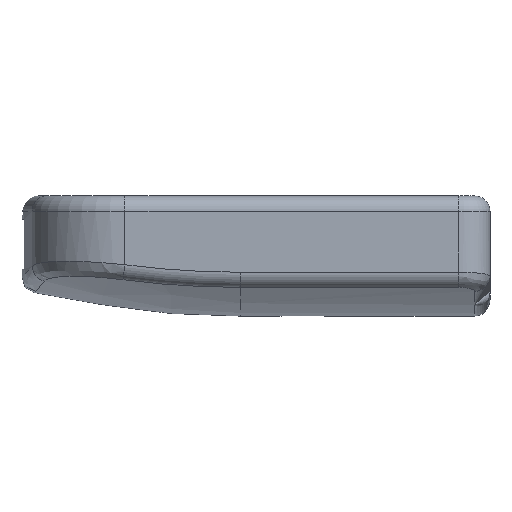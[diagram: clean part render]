
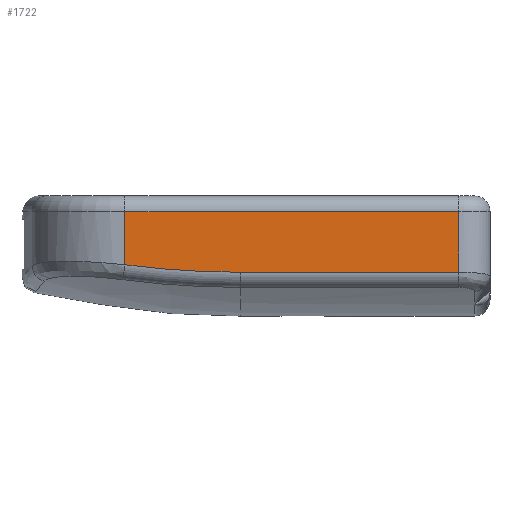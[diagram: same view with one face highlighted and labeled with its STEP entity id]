
A CAD part, front view. The second image highlights one B-rep face of the part: STEP entity #1722.
In plain terms, the highlighted planar face has unit normal (0, -1, 0).
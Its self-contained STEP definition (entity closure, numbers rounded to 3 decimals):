
#135 = LINE ( 'NONE', #136, #1434 ) ;
#136 = CARTESIAN_POINT ( 'NONE',  ( -14., -15.5, 6.7 ) ) ;
#137 = DIRECTION ( 'NONE',  ( -1., 0., 0. ) ) ;
#747 = CARTESIAN_POINT ( 'NONE',  ( 14., -15.5, 2.81 ) ) ;
#748 = CARTESIAN_POINT ( 'NONE',  ( 0., -15.5, 2.81 ) ) ;
#749 = CARTESIAN_POINT ( 'NONE',  ( -7.388, -15.5, 6.7 ) ) ;
#751 = CARTESIAN_POINT ( 'NONE',  ( 14., -15.5, 6.7 ) ) ;
#755 = CARTESIAN_POINT ( 'NONE',  ( -7.388, -15.5, 3.289 ) ) ;
#823 = VERTEX_POINT ( 'NONE', #755 ) ;
#841 = VERTEX_POINT ( 'NONE', #751 ) ;
#846 = VERTEX_POINT ( 'NONE', #749 ) ;
#875 = VERTEX_POINT ( 'NONE', #748 ) ;
#876 = EDGE_LOOP ( 'NONE', ( #986, #884, #883, #885, #886 ) ) ;
#878 = VERTEX_POINT ( 'NONE', #747 ) ;
#883 = ORIENTED_EDGE ( 'NONE', *, *, #1633, .T. ) ;
#884 = ORIENTED_EDGE ( 'NONE', *, *, #1777, .T. ) ;
#885 = ORIENTED_EDGE ( 'NONE', *, *, #1637, .T. ) ;
#886 = ORIENTED_EDGE ( 'NONE', *, *, #1743, .T. ) ;
#986 = ORIENTED_EDGE ( 'NONE', *, *, #1635, .T. ) ;
#1292 = FACE_OUTER_BOUND ( 'NONE', #876, .T. ) ;
#1337 = VECTOR ( 'NONE', #1913, 1000. ) ;
#1402 = VECTOR ( 'NONE', #1920, 1000. ) ;
#1434 = VECTOR ( 'NONE', #137, 1000. ) ;
#1491 = AXIS2_PLACEMENT_3D ( 'NONE', #1923, #1924, #1925 ) ;
#1511 = VECTOR ( 'NONE', #2690, 1000. ) ;
#1550 = AXIS2_PLACEMENT_3D ( 'NONE', #2277, #2278, #2279 ) ;
#1595 = CIRCLE ( 'NONE', #1491, 57.19 ) ;
#1633 = EDGE_CURVE ( 'NONE', #846, #823, #1911, .T. ) ;
#1635 = EDGE_CURVE ( 'NONE', #878, #841, #1918, .T. ) ;
#1637 = EDGE_CURVE ( 'NONE', #823, #875, #1595, .T. ) ;
#1722 = ADVANCED_FACE ( 'NONE', ( #1292 ), #2276, .T. ) ;
#1743 = EDGE_CURVE ( 'NONE', #875, #878, #2688, .T. ) ;
#1777 = EDGE_CURVE ( 'NONE', #841, #846, #135, .T. ) ;
#1911 = LINE ( 'NONE', #1912, #1337 ) ;
#1912 = CARTESIAN_POINT ( 'NONE',  ( -7.388, -15.5, 2.037 ) ) ;
#1913 = DIRECTION ( 'NONE',  ( 0., 0., -1. ) ) ;
#1918 = LINE ( 'NONE', #1919, #1402 ) ;
#1919 = CARTESIAN_POINT ( 'NONE',  ( 14., -15.5, 7.7 ) ) ;
#1920 = DIRECTION ( 'NONE',  ( 0., 0., 1. ) ) ;
#1923 = CARTESIAN_POINT ( 'NONE',  ( 0., -15.5, 60. ) ) ;
#1924 = DIRECTION ( 'NONE',  ( 0., -1., 0. ) ) ;
#1925 = DIRECTION ( 'NONE',  ( 0., 0., -1. ) ) ;
#2276 = PLANE ( 'NONE',  #1550 ) ;
#2277 = CARTESIAN_POINT ( 'NONE',  ( -14., -15.5, 2.037 ) ) ;
#2278 = DIRECTION ( 'NONE',  ( 0., -1., 0. ) ) ;
#2279 = DIRECTION ( 'NONE',  ( 0., 0., -1. ) ) ;
#2688 = LINE ( 'NONE', #2689, #1511 ) ;
#2689 = CARTESIAN_POINT ( 'NONE',  ( -14., -15.5, 2.81 ) ) ;
#2690 = DIRECTION ( 'NONE',  ( 1., 0., 0. ) ) ;
